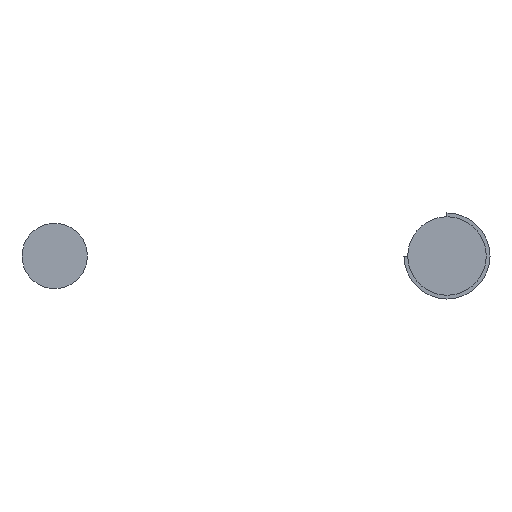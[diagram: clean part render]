
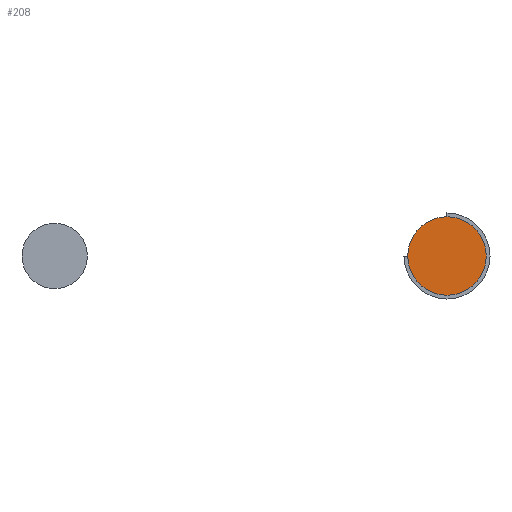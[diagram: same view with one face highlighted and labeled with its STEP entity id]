
A CAD part, left-side view. The second image highlights one B-rep face of the part: STEP entity #208.
In plain terms, the highlighted planar face has unit normal (-1, 0, 0).
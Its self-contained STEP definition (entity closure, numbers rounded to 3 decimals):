
#36=FACE_OUTER_BOUND('',#52,.T.);
#52=EDGE_LOOP('',(#177));
#93=CIRCLE('',#245,6.);
#109=VERTEX_POINT('',#362);
#131=EDGE_CURVE('',#109,#109,#93,.T.);
#177=ORIENTED_EDGE('',*,*,#131,.T.);
#193=PLANE('',#247);
#208=ADVANCED_FACE('',(#36),#193,.T.);
#245=AXIS2_PLACEMENT_3D('',#363,#300,#301);
#247=AXIS2_PLACEMENT_3D('',#367,#305,#306);
#300=DIRECTION('center_axis',(-1.,0.,0.));
#301=DIRECTION('ref_axis',(0.,0.,1.));
#305=DIRECTION('center_axis',(-1.,0.,0.));
#306=DIRECTION('ref_axis',(0.,0.,1.));
#362=CARTESIAN_POINT('',(-40.,0.,-19.157));
#363=CARTESIAN_POINT('Origin',(-40.,0.,-13.157));
#367=CARTESIAN_POINT('Origin',(-40.,0.,-13.157));
